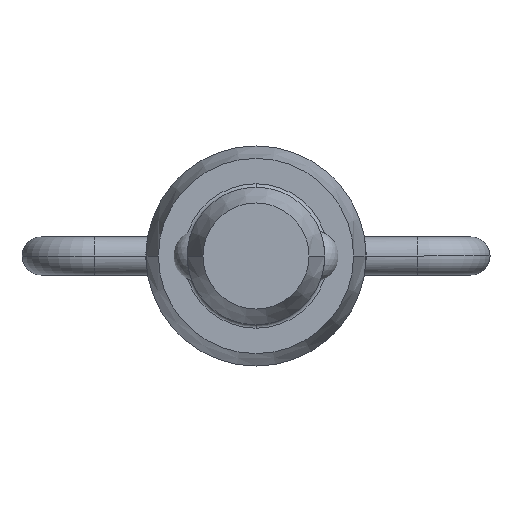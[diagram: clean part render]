
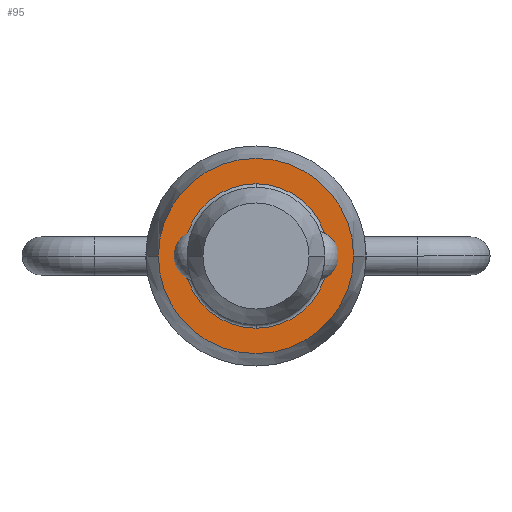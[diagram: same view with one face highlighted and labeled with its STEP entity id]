
A CAD part, front view. The second image highlights one B-rep face of the part: STEP entity #95.
In plain terms, the highlighted planar face has unit normal (0, -1, 0).
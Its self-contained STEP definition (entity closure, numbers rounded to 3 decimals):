
#95=ADVANCED_FACE('',(#210,#211),#212,.T.);
#210=FACE_OUTER_BOUND('',#343,.T.);
#211=FACE_BOUND('',#344,.T.);
#212=PLANE('',#345);
#343=EDGE_LOOP('',(#556,#557));
#344=EDGE_LOOP('',(#558,#559,#560));
#345=AXIS2_PLACEMENT_3D('',#561,#562,#563);
#556=ORIENTED_EDGE('',*,*,#839,.T.);
#557=ORIENTED_EDGE('',*,*,#854,.T.);
#558=ORIENTED_EDGE('',*,*,#864,.T.);
#559=ORIENTED_EDGE('',*,*,#825,.T.);
#560=ORIENTED_EDGE('',*,*,#865,.T.);
#561=CARTESIAN_POINT('',(-5.259,0.0,0.0));
#562=DIRECTION('',(0.,-1.0,0.0));
#563=DIRECTION('',(1.0,0.,0.0));
#825=EDGE_CURVE('',#987,#993,#995,.T.);
#839=EDGE_CURVE('',#1010,#1015,#1017,.T.);
#854=EDGE_CURVE('',#1015,#1010,#1039,.T.);
#864=EDGE_CURVE('',#1055,#987,#1056,.T.);
#865=EDGE_CURVE('',#993,#1055,#1057,.T.);
#987=VERTEX_POINT('',#1218);
#993=VERTEX_POINT('',#1224);
#995=CIRCLE('',#1226,4.169);
#1010=VERTEX_POINT('',#1241);
#1015=VERTEX_POINT('',#1247);
#1017=CIRCLE('',#1250,5.632);
#1039=CIRCLE('',#1353,5.632);
#1055=VERTEX_POINT('',#1371);
#1056=CIRCLE('',#1372,4.169);
#1057=CIRCLE('',#1373,4.169);
#1218=CARTESIAN_POINT('',(0.,0.,4.169));
#1224=CARTESIAN_POINT('',(0.,0.,-4.169));
#1226=AXIS2_PLACEMENT_3D('',#1606,#1607,#1608);
#1241=CARTESIAN_POINT('',(-5.632,0.0,0.0));
#1247=CARTESIAN_POINT('',(5.632,0.,0.));
#1250=AXIS2_PLACEMENT_3D('',#1635,#1636,#1637);
#1353=AXIS2_PLACEMENT_3D('',#1645,#1646,#1647);
#1371=CARTESIAN_POINT('',(-4.169,0.0,0.0));
#1372=AXIS2_PLACEMENT_3D('',#1665,#1666,#1667);
#1373=AXIS2_PLACEMENT_3D('',#1668,#1669,#1670);
#1606=CARTESIAN_POINT('',(0.,0.0,0.0));
#1607=DIRECTION('',(0.,1.0,0.0));
#1608=DIRECTION('',(-1.0,0.,0.0));
#1635=CARTESIAN_POINT('',(0.,0.0,0.));
#1636=DIRECTION('',(0.,-1.0,0.0));
#1637=DIRECTION('',(-1.0,0.,0.0));
#1645=CARTESIAN_POINT('',(0.,0.0,0.));
#1646=DIRECTION('',(0.,-1.0,0.0));
#1647=DIRECTION('',(-1.0,0.,0.0));
#1665=CARTESIAN_POINT('',(0.,0.0,0.0));
#1666=DIRECTION('',(0.,1.0,0.0));
#1667=DIRECTION('',(-1.0,0.,0.0));
#1668=CARTESIAN_POINT('',(0.,0.0,0.0));
#1669=DIRECTION('',(0.,1.0,0.0));
#1670=DIRECTION('',(-1.0,0.,0.0));
